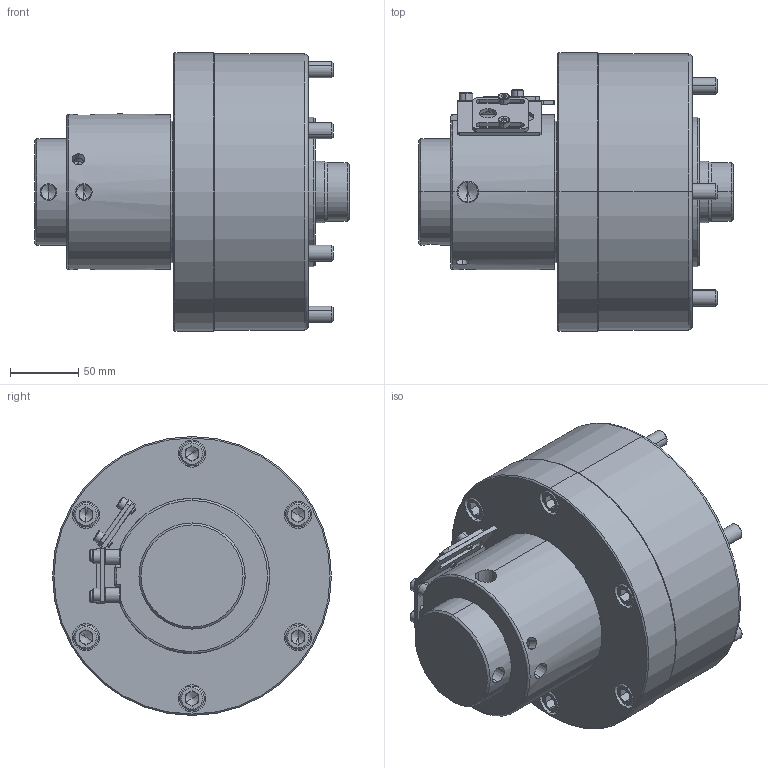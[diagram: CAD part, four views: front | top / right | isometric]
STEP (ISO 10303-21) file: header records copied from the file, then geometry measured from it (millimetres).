
FILE_DESCRIPTION (( 'STEP AP203' ), '1' );
FILE_NAME ('CF-RE-L150.STEP', '2020-11-02T05:37:14', ( '' ), ( '' ), 'SwSTEP 2.0', 'SolidWorks 2016', '' );
FILE_SCHEMA (( 'CONFIG_CONTROL_DESIGN' ));
Length unit declared in the file: millimetre
Products named in the file (12): CF-RE-L150-01010; 圓頭內六角螺栓_M5x8; CF-RE-L150-02000; CF-RE-L150; CF-RE-L150-02010; CF-RE-L150-01000; 圓頭內六角螺栓_M12x105; CF-RE-06-03000; CF-RE-06-04000; 圓頭內六角螺栓_M6x25; CF-RE-L150-05000; RE-110檢出定位板
Assembly tree (22 placements, depth 2):
  CF-RE-L150
    CF-RE-L150-05000
    CF-RE-L150-01010
    CF-RE-L150-02000
    CF-RE-L150-02010
    CF-RE-L150-01000
    圓頭內六角螺栓_M12x105  x6
    CF-RE-06-03000  x2
    CF-RE-06-04000
    圓頭內六角螺栓_M6x25  x2
    RE-110檢出定位板  x2
    圓頭內六角螺栓_M5x8  x4
Bounding box: 231 x 205 x 205 mm (x, y, z)
Volume: 3465589.6 mm3; surface area: 468797.5 mm2
Topology: 22 solids, 22 shells, 632 faces, 1465 edges, 877 vertices
Faces by surface type: plane 270, cylinder 202, cone 150, torus 10
Entity records: 12755 total; most frequent: CARTESIAN_POINT 2323, DIRECTION 2021, ORIENTED_EDGE 1686, EDGE_CURVE 843, AXIS2_PLACEMENT_3D 799, VERTEX_POINT 532, EDGE_LOOP 473, LINE 423
